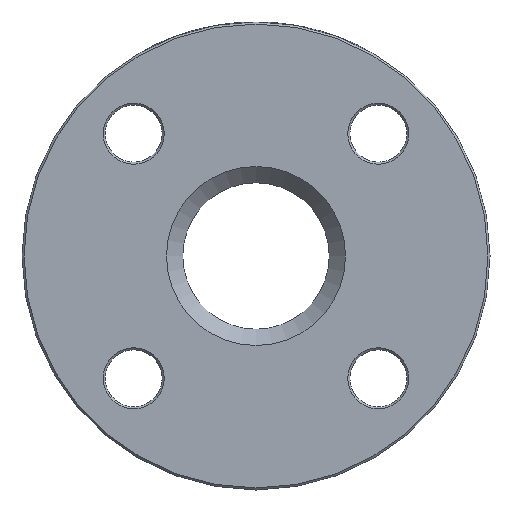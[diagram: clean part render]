
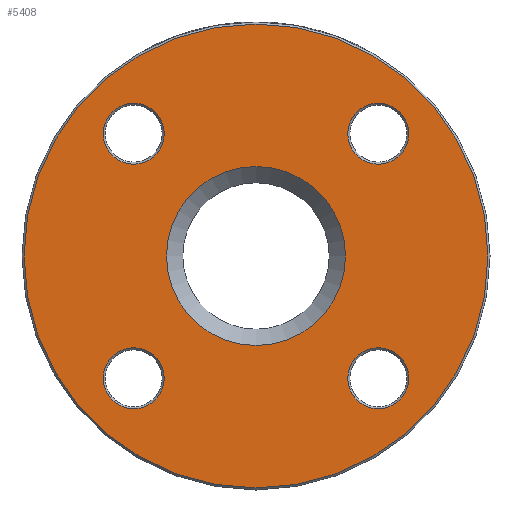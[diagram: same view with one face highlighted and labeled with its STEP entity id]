
A CAD part, left-side view. The second image highlights one B-rep face of the part: STEP entity #5408.
In plain terms, the highlighted planar face has unit normal (-1, 0, 0).
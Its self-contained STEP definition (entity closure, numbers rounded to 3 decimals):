
#21 = EDGE_LOOP ( 'NONE', ( #5140 ) ) ;
#74 = AXIS2_PLACEMENT_3D ( 'NONE', #2752, #2718, #1802 ) ;
#126 = CARTESIAN_POINT ( 'NONE',  ( 0., 18., 0. ) ) ;
#537 = CARTESIAN_POINT ( 'NONE',  ( 0., -30.052, 22.552 ) ) ;
#591 = FACE_BOUND ( 'NONE', #3809, .T. ) ;
#648 = FACE_BOUND ( 'NONE', #21, .T. ) ;
#721 = CIRCLE ( 'NONE', #3212, 7.5 ) ;
#761 = DIRECTION ( 'NONE',  ( 1., 0., 0. ) ) ;
#865 = EDGE_LOOP ( 'NONE', ( #5721 ) ) ;
#974 = CARTESIAN_POINT ( 'NONE',  ( 0., 0., -57. ) ) ;
#1063 = DIRECTION ( 'NONE',  ( 1., 0., 0. ) ) ;
#1102 = VERTEX_POINT ( 'NONE', #2564 ) ;
#1112 = EDGE_CURVE ( 'NONE', #4125, #4125, #1362, .T. ) ;
#1148 = DIRECTION ( 'NONE',  ( 0., 0., -1. ) ) ;
#1318 = CIRCLE ( 'NONE', #4006, 7.5 ) ;
#1328 = AXIS2_PLACEMENT_3D ( 'NONE', #5584, #761, #2697 ) ;
#1362 = CIRCLE ( 'NONE', #5138, 7.5 ) ;
#1678 = DIRECTION ( 'NONE',  ( 1., 0., 0. ) ) ;
#1733 = CARTESIAN_POINT ( 'NONE',  ( 0., 30.052, 30.052 ) ) ;
#1759 = DIRECTION ( 'NONE',  ( 1., 0., 0. ) ) ;
#1802 = DIRECTION ( 'NONE',  ( 0., 0., -1. ) ) ;
#1858 = DIRECTION ( 'NONE',  ( 0., 0., -1. ) ) ;
#1900 = EDGE_CURVE ( 'NONE', #6055, #6055, #2858, .T. ) ;
#2014 = PLANE ( 'NONE',  #2313 ) ;
#2188 = DIRECTION ( 'NONE',  ( 0., 0., -1. ) ) ;
#2313 = AXIS2_PLACEMENT_3D ( 'NONE', #126, #1063, #1148 ) ;
#2325 = CARTESIAN_POINT ( 'NONE',  ( 0., 30.052, -30.052 ) ) ;
#2488 = EDGE_CURVE ( 'NONE', #4805, #4805, #1318, .T. ) ;
#2502 = CARTESIAN_POINT ( 'NONE',  ( 0., 0., -22. ) ) ;
#2564 = CARTESIAN_POINT ( 'NONE',  ( 0., 30.052, -37.552 ) ) ;
#2697 = DIRECTION ( 'NONE',  ( 0., 0., -1. ) ) ;
#2718 = DIRECTION ( 'NONE',  ( -1., 0., 0. ) ) ;
#2752 = CARTESIAN_POINT ( 'NONE',  ( 0., 0., 0. ) ) ;
#2837 = EDGE_LOOP ( 'NONE', ( #3263 ) ) ;
#2858 = CIRCLE ( 'NONE', #74, 57. ) ;
#3006 = VERTEX_POINT ( 'NONE', #5333 ) ;
#3016 = AXIS2_PLACEMENT_3D ( 'NONE', #4139, #3558, #5015 ) ;
#3079 = FACE_OUTER_BOUND ( 'NONE', #3091, .T. ) ;
#3091 = EDGE_LOOP ( 'NONE', ( #4723 ) ) ;
#3212 = AXIS2_PLACEMENT_3D ( 'NONE', #2325, #4231, #1858 ) ;
#3215 = EDGE_CURVE ( 'NONE', #3006, #3006, #5586, .T. ) ;
#3263 = ORIENTED_EDGE ( 'NONE', *, *, #2488, .T. ) ;
#3430 = FACE_BOUND ( 'NONE', #5540, .T. ) ;
#3545 = FACE_BOUND ( 'NONE', #2837, .T. ) ;
#3558 = DIRECTION ( 'NONE',  ( 1., 0., 0. ) ) ;
#3578 = DIRECTION ( 'NONE',  ( 0., 0., -1. ) ) ;
#3809 = EDGE_LOOP ( 'NONE', ( #4605 ) ) ;
#3932 = FACE_BOUND ( 'NONE', #865, .T. ) ;
#4006 = AXIS2_PLACEMENT_3D ( 'NONE', #6029, #1759, #2188 ) ;
#4125 = VERTEX_POINT ( 'NONE', #6023 ) ;
#4139 = CARTESIAN_POINT ( 'NONE',  ( 0., -30.052, -30.052 ) ) ;
#4231 = DIRECTION ( 'NONE',  ( 1., 0., 0. ) ) ;
#4307 = ORIENTED_EDGE ( 'NONE', *, *, #4464, .T. ) ;
#4463 = VERTEX_POINT ( 'NONE', #2502 ) ;
#4464 = EDGE_CURVE ( 'NONE', #1102, #1102, #721, .T. ) ;
#4605 = ORIENTED_EDGE ( 'NONE', *, *, #5478, .T. ) ;
#4723 = ORIENTED_EDGE ( 'NONE', *, *, #1900, .T. ) ;
#4805 = VERTEX_POINT ( 'NONE', #537 ) ;
#5015 = DIRECTION ( 'NONE',  ( 0., 0., -1. ) ) ;
#5138 = AXIS2_PLACEMENT_3D ( 'NONE', #1733, #1678, #3578 ) ;
#5140 = ORIENTED_EDGE ( 'NONE', *, *, #1112, .T. ) ;
#5333 = CARTESIAN_POINT ( 'NONE',  ( 0., -30.052, -37.552 ) ) ;
#5408 = ADVANCED_FACE ( 'NONE', ( #591, #3079, #3545, #3932, #3430, #648 ), #2014, .F. ) ;
#5478 = EDGE_CURVE ( 'NONE', #4463, #4463, #6105, .T. ) ;
#5540 = EDGE_LOOP ( 'NONE', ( #4307 ) ) ;
#5584 = CARTESIAN_POINT ( 'NONE',  ( 0., 0., 0. ) ) ;
#5586 = CIRCLE ( 'NONE', #3016, 7.5 ) ;
#5721 = ORIENTED_EDGE ( 'NONE', *, *, #3215, .T. ) ;
#6023 = CARTESIAN_POINT ( 'NONE',  ( 0., 30.052, 22.552 ) ) ;
#6029 = CARTESIAN_POINT ( 'NONE',  ( 0., -30.052, 30.052 ) ) ;
#6055 = VERTEX_POINT ( 'NONE', #974 ) ;
#6105 = CIRCLE ( 'NONE', #1328, 22. ) ;
